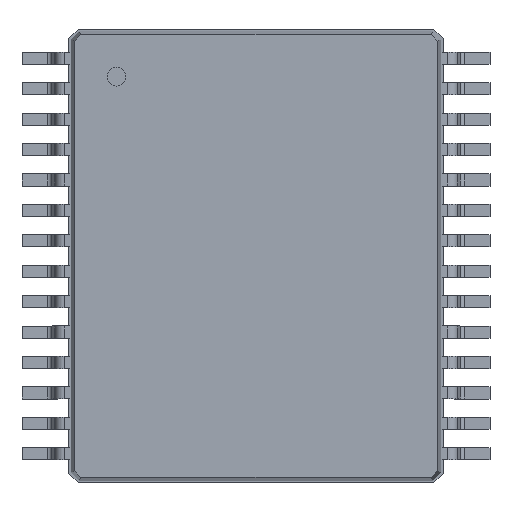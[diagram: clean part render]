
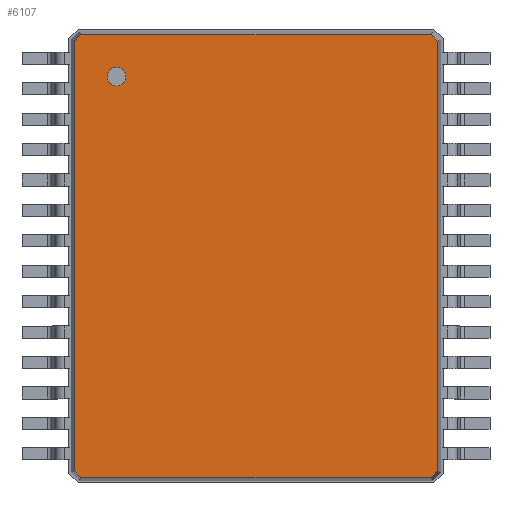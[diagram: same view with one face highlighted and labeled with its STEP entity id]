
A CAD part, top view. The second image highlights one B-rep face of the part: STEP entity #6107.
In plain terms, the highlighted planar face has unit normal (0, 0, 1).
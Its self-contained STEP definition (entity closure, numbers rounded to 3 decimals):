
#13=DIRECTION('',(0.,0.,1.));
#27=VECTOR('',#28,1.);
#28=DIRECTION('',(1.,0.,0.));
#51=VECTOR('',#52,1.);
#52=DIRECTION('',(0.707,-0.707,0.));
#58=VECTOR('',#59,1.);
#59=DIRECTION('',(0.,-1.,0.));
#65=VECTOR('',#66,1.);
#66=DIRECTION('',(-0.707,-0.707,0.));
#72=VECTOR('',#73,1.);
#73=DIRECTION('',(-1.,0.,0.));
#79=VECTOR('',#80,1.);
#80=DIRECTION('',(-0.707,0.707,0.));
#86=VECTOR('',#87,1.);
#87=DIRECTION('',(0.,1.,0.));
#91=VECTOR('',#92,1.);
#92=DIRECTION('',(0.707,0.707,0.));
#1812=VERTEX_POINT('',#1813);
#1813=CARTESIAN_POINT('',(-3.879,4.589,1.2));
#1815=ORIENTED_EDGE('',*,*,#1816,.F.);
#1816=EDGE_CURVE('',#1817,#1812,#1819,.T.);
#1817=VERTEX_POINT('',#1818);
#1818=CARTESIAN_POINT('',(-3.879,-4.589,1.2));
#1819=LINE('',#1818,#86);
#1830=VERTEX_POINT('',#1831);
#1831=CARTESIAN_POINT('',(-3.739,4.729,1.2));
#1833=ORIENTED_EDGE('',*,*,#1834,.F.);
#1834=EDGE_CURVE('',#1812,#1830,#1835,.T.);
#1835=LINE('',#1813,#91);
#1844=VERTEX_POINT('',#1845);
#1845=CARTESIAN_POINT('',(3.739,4.729,1.2));
#1847=ORIENTED_EDGE('',*,*,#1848,.F.);
#1848=EDGE_CURVE('',#1830,#1844,#1849,.T.);
#1849=LINE('',#1831,#27);
#1858=VERTEX_POINT('',#1859);
#1859=CARTESIAN_POINT('',(3.879,4.589,1.2));
#1861=ORIENTED_EDGE('',*,*,#1862,.F.);
#1862=EDGE_CURVE('',#1844,#1858,#1863,.T.);
#1863=LINE('',#1845,#51);
#1984=VERTEX_POINT('',#1985);
#1985=CARTESIAN_POINT('',(3.879,-4.589,1.2));
#1987=ORIENTED_EDGE('',*,*,#1988,.F.);
#1988=EDGE_CURVE('',#1858,#1984,#1989,.T.);
#1989=LINE('',#1859,#58);
#6107=ADVANCED_FACE('',(#6108,#6123),#6133,.T.);
#6108=FACE_BOUND('',#6109,.T.);
#6109=EDGE_LOOP('',(#1847,#1833,#1815,#6110,#6115,#6120,#1987,#1861));
#6110=ORIENTED_EDGE('',*,*,#6111,.F.);
#6111=EDGE_CURVE('',#6112,#1817,#6114,.T.);
#6112=VERTEX_POINT('',#6113);
#6113=CARTESIAN_POINT('',(-3.739,-4.729,1.2));
#6114=LINE('',#6113,#79);
#6115=ORIENTED_EDGE('',*,*,#6116,.F.);
#6116=EDGE_CURVE('',#6117,#6112,#6119,.T.);
#6117=VERTEX_POINT('',#6118);
#6118=CARTESIAN_POINT('',(3.739,-4.729,1.2));
#6119=LINE('',#6118,#72);
#6120=ORIENTED_EDGE('',*,*,#6121,.F.);
#6121=EDGE_CURVE('',#1984,#6117,#6122,.T.);
#6122=LINE('',#1985,#65);
#6123=FACE_BOUND('',#6124,.T.);
#6124=EDGE_LOOP('',(#6125));
#6125=ORIENTED_EDGE('',*,*,#6126,.T.);
#6126=EDGE_CURVE('',#6127,#6127,#6129,.T.);
#6127=VERTEX_POINT('',#6128);
#6128=CARTESIAN_POINT('',(-2.979,3.629,1.2));
#6129=CIRCLE('',#6130,0.2);
#6130=AXIS2_PLACEMENT_3D('',#6131,#6132,#59);
#6131=CARTESIAN_POINT('',(-2.979,3.829,1.2));
#6132=DIRECTION('',(0.,-0.,-1.));
#6133=PLANE('',#6134);
#6134=AXIS2_PLACEMENT_3D('',#1831,#13,#6135);
#6135=DIRECTION('',(0.62,-0.784,0.));
